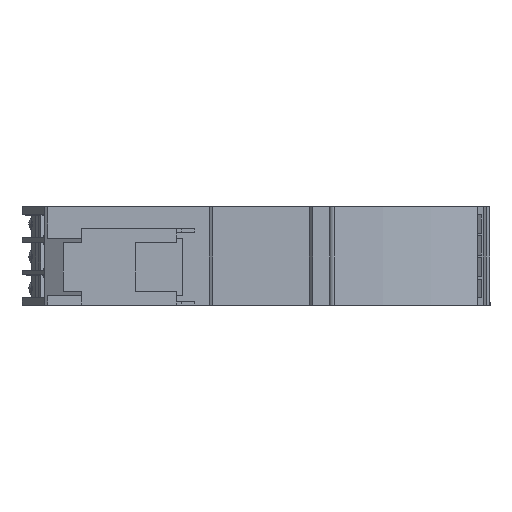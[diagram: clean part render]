
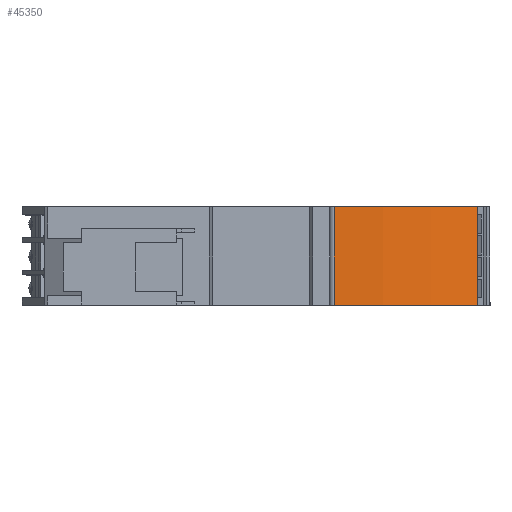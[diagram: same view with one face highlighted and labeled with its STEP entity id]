
A CAD part, front view. The second image highlights one B-rep face of the part: STEP entity #45350.
In plain terms, the highlighted cylindrical face has radius 80 mm (diameter 160 mm), a partial arc.
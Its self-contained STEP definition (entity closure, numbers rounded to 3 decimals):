
#20320=CARTESIAN_POINT('',(16.741,26.616,
13.8));
#20330=VERTEX_POINT('',#20320);
#20360=CARTESIAN_POINT('',(16.741,26.616,
13.8));
#20370=DIRECTION('',(0.,0.,-1.));
#20380=VECTOR('',#20370,1.);
#20390=LINE('',#20360,#20380);
#20400=CARTESIAN_POINT('',(16.741,26.616,-8.8));
#20410=VERTEX_POINT('',#20400);
#20420=EDGE_CURVE('',#20330,#20410,#20390,.T.);
#45030=CARTESIAN_POINT('',(13.5,106.55,
-7.55));
#45040=DIRECTION('',(0.,0.,1.));
#45050=DIRECTION('',(1.,0.,0.));
#45060=AXIS2_PLACEMENT_3D('',#45030,#45040,#45050);
#45070=CYLINDRICAL_SURFACE('',#45060,80.);
#45080=CARTESIAN_POINT('',(13.5,106.55,-8.8));
#45090=DIRECTION('',(0.,0.,1.));
#45100=DIRECTION('',(1.,0.,0.));
#45110=AXIS2_PLACEMENT_3D('',#45080,#45090,#45100);
#45120=CIRCLE('',#45110,80.);
#45130=CARTESIAN_POINT('',(49.5,35.108,-8.8));
#45140=VERTEX_POINT('',#45130);
#45150=EDGE_CURVE('',#20410,#45140,#45120,.T.);
#45160=ORIENTED_EDGE('',*,*,#45150,.T.);
#45170=ORIENTED_EDGE('',*,*,#20420,.T.);
#45180=CARTESIAN_POINT('',(13.5,106.55,
13.8));
#45190=DIRECTION('',(0.,0.,1.));
#45200=DIRECTION('',(1.,0.,0.));
#45210=AXIS2_PLACEMENT_3D('',#45180,#45190,#45200);
#45220=CIRCLE('',#45210,80.);
#45230=CARTESIAN_POINT('',(49.5,35.108,
13.8));
#45240=VERTEX_POINT('',#45230);
#45250=EDGE_CURVE('',#20330,#45240,#45220,.T.);
#45260=ORIENTED_EDGE('',*,*,#45250,.F.);
#45270=CARTESIAN_POINT('',(49.5,35.108,
-7.55));
#45280=DIRECTION('',(0.,0.,1.));
#45290=VECTOR('',#45280,1.);
#45300=LINE('',#45270,#45290);
#45310=EDGE_CURVE('',#45140,#45240,#45300,.T.);
#45320=ORIENTED_EDGE('',*,*,#45310,.T.);
#45330=EDGE_LOOP('',(#45320,#45260,#45170,#45160));
#45340=FACE_OUTER_BOUND('',#45330,.T.);
#45350=ADVANCED_FACE('',(#45340),#45070,.T.);
